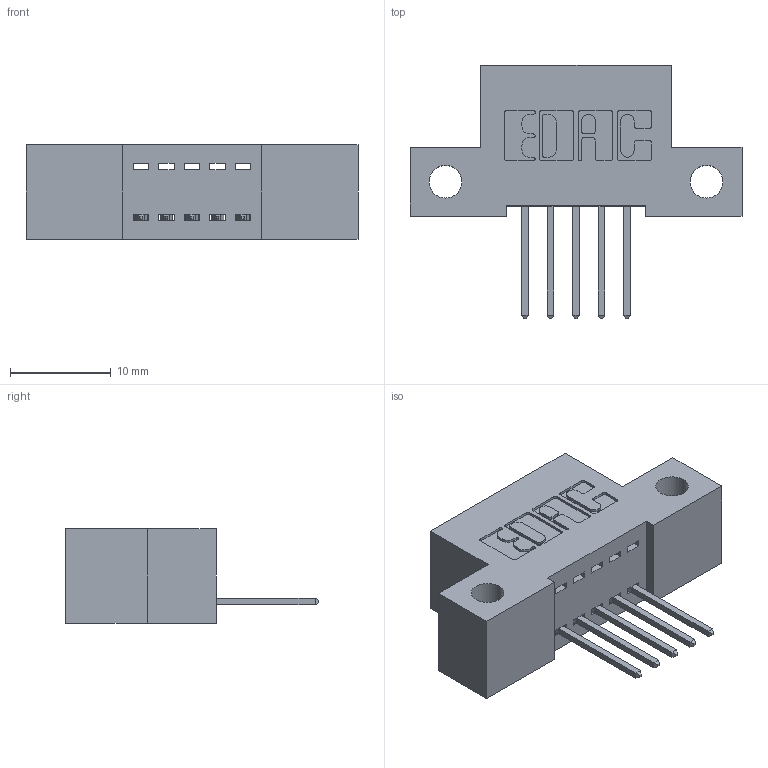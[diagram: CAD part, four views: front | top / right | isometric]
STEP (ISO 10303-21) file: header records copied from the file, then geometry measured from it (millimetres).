
FILE_DESCRIPTION (( 'STEP AP203' ), '1' );
FILE_NAME ('392-005-523-112.STEP', '2018-08-14T17:07:25', ( '' ), ( '' ), 'SwSTEP 2.0', 'SolidWorks 2016', '' );
FILE_SCHEMA (( 'CONFIG_CONTROL_DESIGN' ));
Length unit declared in the file: inch
Products named in the file (3): 342 Part_Side Mount; 345-292-001_345-293-123; 392-005-523-112
Assembly tree (6 placements, depth 2):
  392-005-523-112
    342 Part_Side Mount
    345-292-001_345-293-123  x5
Bounding box: 33.02 x 25.15 x 9.4 mm (x, y, z)
Volume: 2683 mm3; surface area: 3090.8 mm2
Topology: 6 solids, 6 shells, 400 faces, 1179 edges, 778 vertices
Faces by surface type: plane 276, cylinder 124
Entity records: 7731 total; most frequent: CARTESIAN_POINT 1345, ORIENTED_EDGE 1286, DIRECTION 1209, EDGE_CURVE 643, LINE 515, VECTOR 515, VERTEX_POINT 426, AXIS2_PLACEMENT_3D 347
